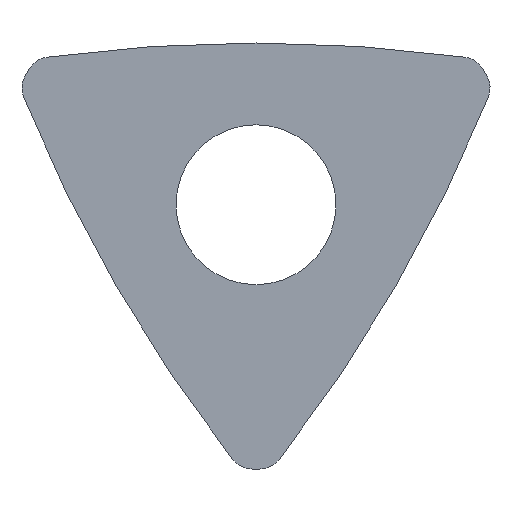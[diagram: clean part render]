
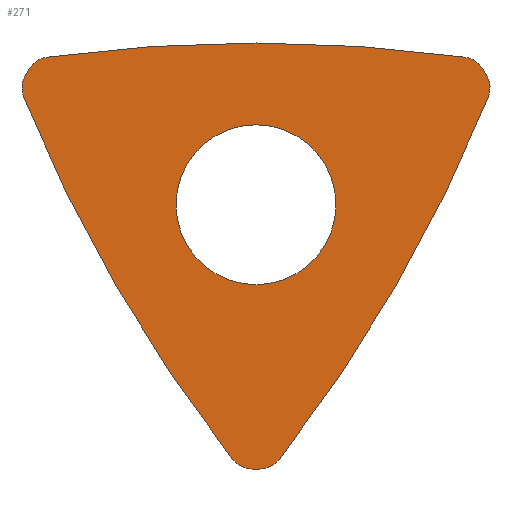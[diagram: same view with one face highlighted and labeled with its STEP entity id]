
A CAD part, front view. The second image highlights one B-rep face of the part: STEP entity #271.
In plain terms, the highlighted planar face has unit normal (0, -1, 0).
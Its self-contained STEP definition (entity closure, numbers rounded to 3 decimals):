
#19=FACE_BOUND('',#44,.T.);
#22=PLANE('',#303);
#28=FACE_OUTER_BOUND('',#43,.T.);
#43=EDGE_LOOP('',(#189,#190,#191,#192,#193,#194,#195,#196,#197,#198,#199,
#200));
#44=EDGE_LOOP('',(#201));
#60=LINE('',#443,#79);
#63=LINE('',#453,#82);
#64=LINE('',#461,#83);
#79=VECTOR('',#349,10.);
#82=VECTOR('',#358,10.);
#83=VECTOR('',#365,10.);
#97=CIRCLE('',#301,25.4);
#98=CIRCLE('',#304,1570.573);
#99=CIRCLE('',#305,25.4);
#100=CIRCLE('',#306,25.4);
#101=CIRCLE('',#307,1570.573);
#102=CIRCLE('',#308,25.4);
#103=CIRCLE('',#309,25.4);
#104=CIRCLE('',#310,1570.573);
#105=CIRCLE('',#311,25.4);
#106=CIRCLE('',#312,81.184);
#118=VERTEX_POINT('',#436);
#119=VERTEX_POINT('',#438);
#120=VERTEX_POINT('',#442);
#122=VERTEX_POINT('',#448);
#123=VERTEX_POINT('',#450);
#124=VERTEX_POINT('',#452);
#125=VERTEX_POINT('',#454);
#126=VERTEX_POINT('',#456);
#127=VERTEX_POINT('',#458);
#128=VERTEX_POINT('',#460);
#129=VERTEX_POINT('',#462);
#130=VERTEX_POINT('',#464);
#131=VERTEX_POINT('',#467);
#144=EDGE_CURVE('',#118,#119,#97,.T.);
#146=EDGE_CURVE('',#120,#119,#60,.T.);
#149=EDGE_CURVE('',#122,#118,#98,.T.);
#150=EDGE_CURVE('',#123,#122,#99,.T.);
#151=EDGE_CURVE('',#123,#124,#63,.T.);
#152=EDGE_CURVE('',#125,#124,#100,.T.);
#153=EDGE_CURVE('',#126,#125,#101,.T.);
#154=EDGE_CURVE('',#127,#126,#102,.T.);
#155=EDGE_CURVE('',#127,#128,#64,.T.);
#156=EDGE_CURVE('',#129,#128,#103,.T.);
#157=EDGE_CURVE('',#130,#129,#104,.T.);
#158=EDGE_CURVE('',#120,#130,#105,.T.);
#159=EDGE_CURVE('',#131,#131,#106,.T.);
#189=ORIENTED_EDGE('',*,*,#144,.F.);
#190=ORIENTED_EDGE('',*,*,#149,.F.);
#191=ORIENTED_EDGE('',*,*,#150,.F.);
#192=ORIENTED_EDGE('',*,*,#151,.T.);
#193=ORIENTED_EDGE('',*,*,#152,.F.);
#194=ORIENTED_EDGE('',*,*,#153,.F.);
#195=ORIENTED_EDGE('',*,*,#154,.F.);
#196=ORIENTED_EDGE('',*,*,#155,.T.);
#197=ORIENTED_EDGE('',*,*,#156,.F.);
#198=ORIENTED_EDGE('',*,*,#157,.F.);
#199=ORIENTED_EDGE('',*,*,#158,.F.);
#200=ORIENTED_EDGE('',*,*,#146,.T.);
#201=ORIENTED_EDGE('',*,*,#159,.F.);
#271=ADVANCED_FACE('',(#28,#19),#22,.F.);
#301=AXIS2_PLACEMENT_3D('',#439,#344,#345);
#303=AXIS2_PLACEMENT_3D('',#447,#352,#353);
#304=AXIS2_PLACEMENT_3D('',#449,#354,#355);
#305=AXIS2_PLACEMENT_3D('',#451,#356,#357);
#306=AXIS2_PLACEMENT_3D('',#455,#359,#360);
#307=AXIS2_PLACEMENT_3D('',#457,#361,#362);
#308=AXIS2_PLACEMENT_3D('',#459,#363,#364);
#309=AXIS2_PLACEMENT_3D('',#463,#366,#367);
#310=AXIS2_PLACEMENT_3D('',#465,#368,#369);
#311=AXIS2_PLACEMENT_3D('',#466,#370,#371);
#312=AXIS2_PLACEMENT_3D('',#468,#372,#373);
#344=DIRECTION('center_axis',(0.,1.,0.));
#345=DIRECTION('ref_axis',(0.557,0.,0.83));
#349=DIRECTION('',(-0.5,0.,0.866));
#352=DIRECTION('center_axis',(0.,1.,0.));
#353=DIRECTION('ref_axis',(1.,0.,0.));
#354=DIRECTION('center_axis',(0.,1.,0.));
#355=DIRECTION('ref_axis',(-0.143,0.,0.99));
#356=DIRECTION('center_axis',(0.,1.,0.));
#357=DIRECTION('ref_axis',(-0.557,0.,0.83));
#358=DIRECTION('',(-0.5,0.,-0.866));
#359=DIRECTION('center_axis',(0.,1.,0.));
#360=DIRECTION('ref_axis',(-0.998,0.,0.068));
#361=DIRECTION('center_axis',(0.,1.,0.));
#362=DIRECTION('ref_axis',(-0.786,0.,-0.619));
#363=DIRECTION('center_axis',(0.,1.,0.));
#364=DIRECTION('ref_axis',(-0.44,0.,-0.898));
#365=DIRECTION('',(1.,0.,0.));
#366=DIRECTION('center_axis',(0.,1.,0.));
#367=DIRECTION('ref_axis',(0.44,0.,-0.898));
#368=DIRECTION('center_axis',(0.,1.,0.));
#369=DIRECTION('ref_axis',(0.929,0.,-0.371));
#370=DIRECTION('center_axis',(0.,1.,0.));
#371=DIRECTION('ref_axis',(0.998,0.,0.068));
#372=DIRECTION('center_axis',(0.,-1.,0.));
#373=DIRECTION('ref_axis',(1.,0.,0.));
#436=CARTESIAN_POINT('',(211.997,0.,149.902));
#438=CARTESIAN_POINT('',(230.566,0.,137.435));
#439=CARTESIAN_POINT('Origin',(208.569,0.,124.735));
#442=CARTESIAN_POINT('',(234.305,0.,130.959));
#443=CARTESIAN_POINT('',(240.501,0.,120.227));
#447=CARTESIAN_POINT('Origin',(0.,0.,-52.059));
#448=CARTESIAN_POINT('',(-211.997,0.,149.902));
#449=CARTESIAN_POINT('Origin',(0.,0.,-1406.297));
#450=CARTESIAN_POINT('',(-230.566,0.,137.435));
#451=CARTESIAN_POINT('Origin',(-208.569,0.,124.735));
#452=CARTESIAN_POINT('',(-234.305,0.,130.959));
#453=CARTESIAN_POINT('',(-224.37,0.,148.167));
#454=CARTESIAN_POINT('',(-235.818,0.,108.644));
#455=CARTESIAN_POINT('Origin',(-212.308,0.,118.259));
#456=CARTESIAN_POINT('',(-23.82,0.,-258.546));
#457=CARTESIAN_POINT('Origin',(1217.889,0.,703.148));
#458=CARTESIAN_POINT('',(-3.739,0.,-268.393));
#459=CARTESIAN_POINT('Origin',(-3.739,0.,-242.993));
#460=CARTESIAN_POINT('',(3.739,0.,-268.393));
#461=CARTESIAN_POINT('',(-16.131,0.,-268.393));
#462=CARTESIAN_POINT('',(23.82,0.,-258.546));
#463=CARTESIAN_POINT('Origin',(3.739,0.,-242.993));
#464=CARTESIAN_POINT('',(235.818,0.,108.644));
#465=CARTESIAN_POINT('Origin',(-1217.889,0.,703.148));
#466=CARTESIAN_POINT('Origin',(212.308,0.,118.259));
#467=CARTESIAN_POINT('',(-81.184,0.,0.));
#468=CARTESIAN_POINT('Origin',(0.,0.,0.));
